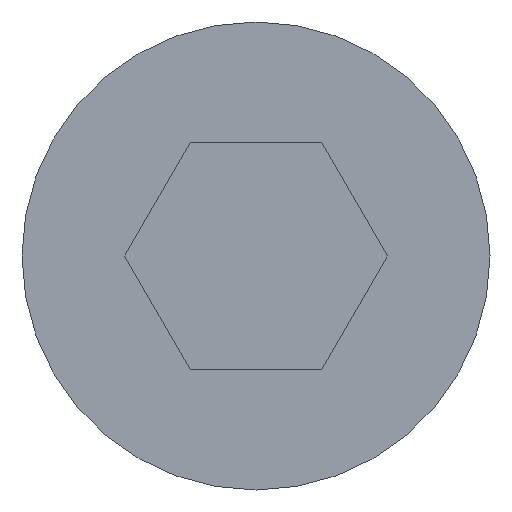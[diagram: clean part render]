
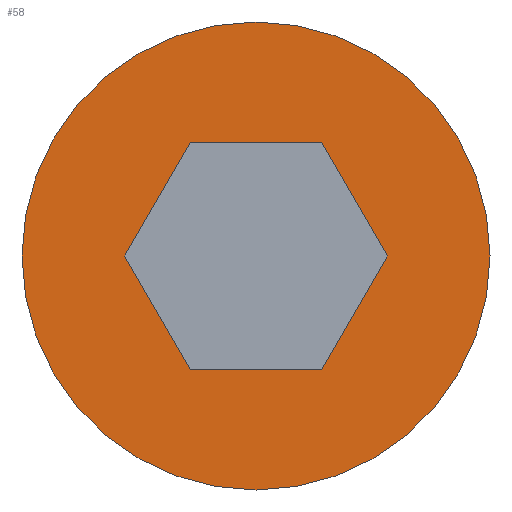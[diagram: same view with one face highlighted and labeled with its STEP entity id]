
A CAD part, front view. The second image highlights one B-rep face of the part: STEP entity #58.
In plain terms, the highlighted planar face has unit normal (0, -1, 0).
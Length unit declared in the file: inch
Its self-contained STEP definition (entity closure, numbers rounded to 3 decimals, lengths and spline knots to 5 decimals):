
#19 = EDGE_LOOP ( 'NONE', ( #425, #126 ) ) ;
#24 = DIRECTION ( 'NONE',  ( -0.5, 0., 0.866 ) ) ;
#26 = VERTEX_POINT ( 'NONE', #402 ) ;
#56 = DIRECTION ( 'NONE',  ( 0., 0., 1. ) ) ;
#57 = LINE ( 'NONE', #365, #65 ) ;
#58 = ADVANCED_FACE ( 'NONE', ( #112, #447 ), #352, .F. ) ;
#62 = LINE ( 'NONE', #83, #104 ) ;
#65 = VECTOR ( 'NONE', #326, 39.37008 ) ;
#72 = CARTESIAN_POINT ( 'NONE',  ( -0.06315, 0., 0. ) ) ;
#83 = CARTESIAN_POINT ( 'NONE',  ( 0.06315, 0., 0. ) ) ;
#88 = DIRECTION ( 'NONE',  ( 0., 0., 1. ) ) ;
#97 = VECTOR ( 'NONE', #175, 39.37008 ) ;
#98 = DIRECTION ( 'NONE',  ( 0., 1., 0. ) ) ;
#102 = EDGE_CURVE ( 'NONE', #405, #308, #62, .T. ) ;
#104 = VECTOR ( 'NONE', #24, 39.37008 ) ;
#105 = CARTESIAN_POINT ( 'NONE',  ( -0.06315, 0., 0. ) ) ;
#112 = FACE_BOUND ( 'NONE', #455, .T. ) ;
#118 = DIRECTION ( 'NONE',  ( -1., 0., 0. ) ) ;
#123 = ORIENTED_EDGE ( 'NONE', *, *, #327, .F. ) ;
#126 = ORIENTED_EDGE ( 'NONE', *, *, #372, .F. ) ;
#132 = DIRECTION ( 'NONE',  ( -0.5, 0., -0.866 ) ) ;
#144 = CARTESIAN_POINT ( 'NONE',  ( -0.03157, 0., -0.05469 ) ) ;
#166 = CARTESIAN_POINT ( 'NONE',  ( 0.03157, 0., 0.05469 ) ) ;
#167 = DIRECTION ( 'NONE',  ( 0.5, 0., 0.866 ) ) ;
#169 = ORIENTED_EDGE ( 'NONE', *, *, #406, .F. ) ;
#175 = DIRECTION ( 'NONE',  ( 0.5, 0., -0.866 ) ) ;
#177 = CARTESIAN_POINT ( 'NONE',  ( -0.03157, 0., 0.05469 ) ) ;
#179 = ORIENTED_EDGE ( 'NONE', *, *, #377, .F. ) ;
#196 = VECTOR ( 'NONE', #132, 39.37008 ) ;
#216 = VERTEX_POINT ( 'NONE', #144 ) ;
#226 = VERTEX_POINT ( 'NONE', #105 ) ;
#230 = EDGE_CURVE ( 'NONE', #368, #247, #375, .T. ) ;
#233 = EDGE_CURVE ( 'NONE', #216, #338, #57, .T. ) ;
#244 = DIRECTION ( 'NONE',  ( 0., 1., 0. ) ) ;
#247 = VERTEX_POINT ( 'NONE', #419 ) ;
#260 = AXIS2_PLACEMENT_3D ( 'NONE', #322, #464, #56 ) ;
#264 = LINE ( 'NONE', #177, #196 ) ;
#266 = AXIS2_PLACEMENT_3D ( 'NONE', #285, #244, #88 ) ;
#269 = CARTESIAN_POINT ( 'NONE',  ( 0.06315, 0., 0. ) ) ;
#272 = CIRCLE ( 'NONE', #410, 0.1125 ) ;
#285 = CARTESIAN_POINT ( 'NONE',  ( 0., 0., 0. ) ) ;
#297 = CARTESIAN_POINT ( 'NONE',  ( 0., 0., -0.1125 ) ) ;
#304 = EDGE_CURVE ( 'NONE', #308, #26, #420, .T. ) ;
#308 = VERTEX_POINT ( 'NONE', #166 ) ;
#322 = CARTESIAN_POINT ( 'NONE',  ( 0., 0., 0. ) ) ;
#326 = DIRECTION ( 'NONE',  ( 1., 0., 0. ) ) ;
#327 = EDGE_CURVE ( 'NONE', #338, #405, #439, .T. ) ;
#332 = VECTOR ( 'NONE', #167, 39.37008 ) ;
#338 = VERTEX_POINT ( 'NONE', #443 ) ;
#339 = CARTESIAN_POINT ( 'NONE',  ( 0.03157, 0., 0.05469 ) ) ;
#348 = LINE ( 'NONE', #72, #97 ) ;
#349 = CARTESIAN_POINT ( 'NONE',  ( 0., 0., 0. ) ) ;
#352 = PLANE ( 'NONE',  #260 ) ;
#365 = CARTESIAN_POINT ( 'NONE',  ( -0.03157, 0., -0.05469 ) ) ;
#366 = ORIENTED_EDGE ( 'NONE', *, *, #102, .F. ) ;
#368 = VERTEX_POINT ( 'NONE', #297 ) ;
#372 = EDGE_CURVE ( 'NONE', #247, #368, #272, .T. ) ;
#375 = CIRCLE ( 'NONE', #266, 0.1125 ) ;
#377 = EDGE_CURVE ( 'NONE', #226, #216, #348, .T. ) ;
#384 = DIRECTION ( 'NONE',  ( 0., 0., 1. ) ) ;
#402 = CARTESIAN_POINT ( 'NONE',  ( -0.03157, 0., 0.05469 ) ) ;
#405 = VERTEX_POINT ( 'NONE', #269 ) ;
#406 = EDGE_CURVE ( 'NONE', #26, #226, #264, .T. ) ;
#410 = AXIS2_PLACEMENT_3D ( 'NONE', #349, #98, #384 ) ;
#414 = CARTESIAN_POINT ( 'NONE',  ( 0.03157, 0., -0.05469 ) ) ;
#419 = CARTESIAN_POINT ( 'NONE',  ( 0., 0., 0.1125 ) ) ;
#420 = LINE ( 'NONE', #339, #429 ) ;
#425 = ORIENTED_EDGE ( 'NONE', *, *, #230, .F. ) ;
#429 = VECTOR ( 'NONE', #118, 39.37008 ) ;
#439 = LINE ( 'NONE', #414, #332 ) ;
#443 = CARTESIAN_POINT ( 'NONE',  ( 0.03157, 0., -0.05469 ) ) ;
#445 = ORIENTED_EDGE ( 'NONE', *, *, #304, .F. ) ;
#447 = FACE_OUTER_BOUND ( 'NONE', #19, .T. ) ;
#455 = EDGE_LOOP ( 'NONE', ( #366, #123, #465, #179, #169, #445 ) ) ;
#464 = DIRECTION ( 'NONE',  ( 0., 1., 0. ) ) ;
#465 = ORIENTED_EDGE ( 'NONE', *, *, #233, .F. ) ;
